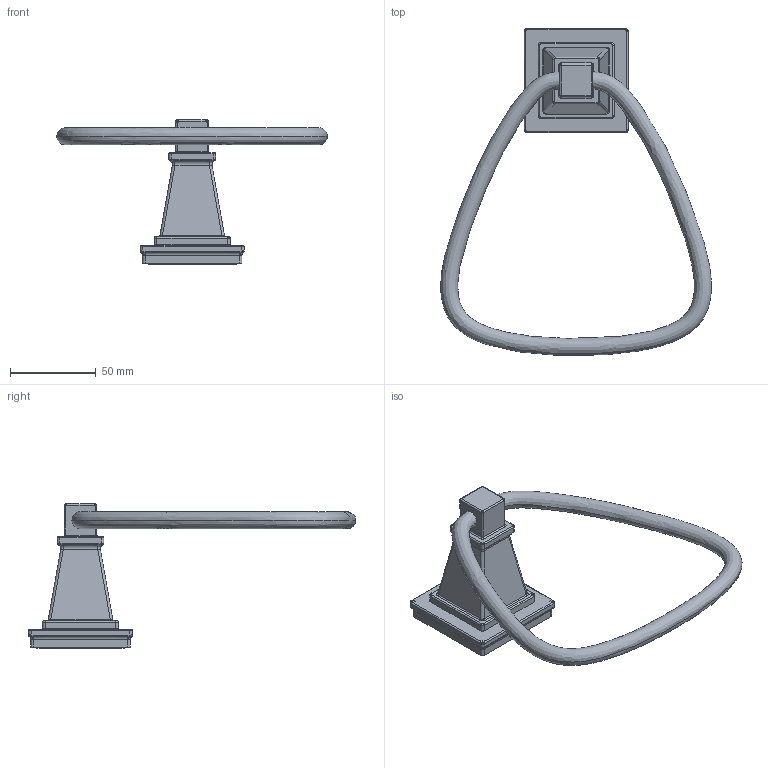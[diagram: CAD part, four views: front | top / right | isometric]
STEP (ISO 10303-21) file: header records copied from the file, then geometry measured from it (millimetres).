
FILE_DESCRIPTION((''),'2;1');
FILE_NAME('43-09','2016-11-15T',('vinay.hs'),(''),'PRO/ENGINEER BY PARAMETRIC TECHNOLOGY CORPORATION, 2014000','PRO/ENGINEER BY PARAMETRIC TECHNOLOGY CORPORATION, 2014000','');
FILE_SCHEMA(('CONFIG_CONTROL_DESIGN'));
Length unit declared in the file: inch
Products named in the file (1): 43-09
Bounding box: 158.21 x 190.94 x 84.2 mm (x, y, z)
Surface area: 39393.8 mm2 (no closed solid volume)
Topology: 0 solids, 0 shells, 170 faces, 764 edges, 753 vertices
Faces by surface type: bspline 155, torus 11, sphere 4
Entity records: 16226 total; most frequent: CARTESIAN_POINT 9916, DIRECTION 947, TRIMMED_CURVE 754, DEFINITIONAL_REPRESENTATION 738, PCURVE 738, COMPOSITE_CURVE_SEGMENT 738, VECTOR 591, LINE 591
